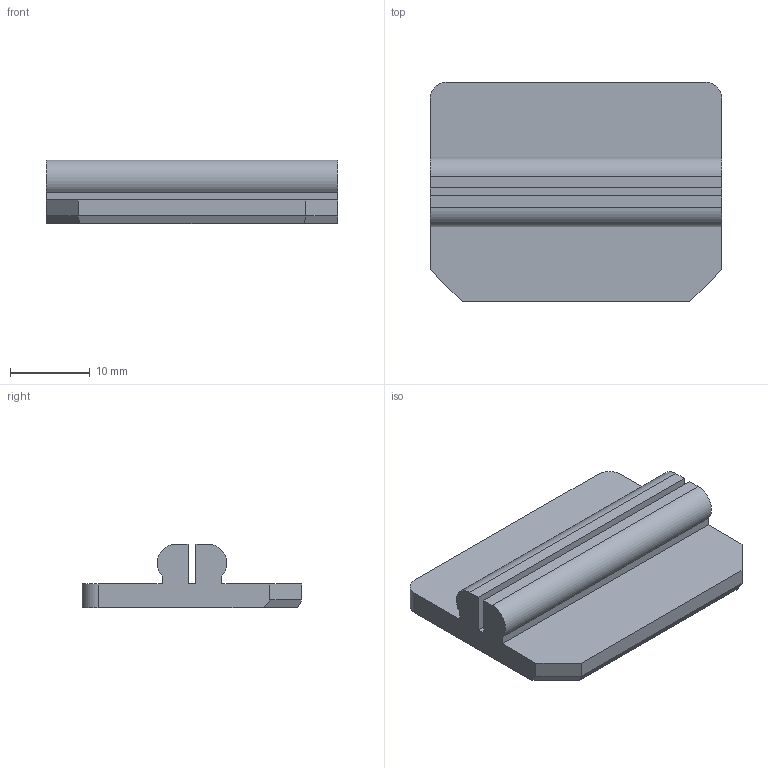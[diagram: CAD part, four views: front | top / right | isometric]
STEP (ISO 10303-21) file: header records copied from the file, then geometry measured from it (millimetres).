
FILE_DESCRIPTION(/* description */ (''),/* implementation_level */ '2;1');
FILE_NAME(/* name */ 'enclosure2_base_panel_filler.step',/* time_stamp */ '2022-09-26T13:39:26+01:00',/* author */ (''),/* organization */ (''),/* preprocessor_version */ 'ST-DEVELOPER v19',/* originating_system */ 'Autodesk Translation Framework v11.7.0.108',/* authorisation */ '');
FILE_SCHEMA (('AUTOMOTIVE_DESIGN { 1 0 10303 214 3 1 1 }'));
Length unit declared in the file: millimetre
Products named in the file (1): enclosure2_base_panel_filler
Bounding box: 36.5 x 27.5 x 8 mm (x, y, z)
Volume: 4200.2 mm3; surface area: 3100.1 mm2
Topology: 1 solids, 1 shells, 23 faces, 61 edges, 40 vertices
Faces by surface type: plane 19, cylinder 4
Entity records: 740 total; most frequent: CARTESIAN_POINT 125, ORIENTED_EDGE 122, DIRECTION 117, EDGE_CURVE 61, LINE 53, VECTOR 53, VERTEX_POINT 40, AXIS2_PLACEMENT_3D 32
